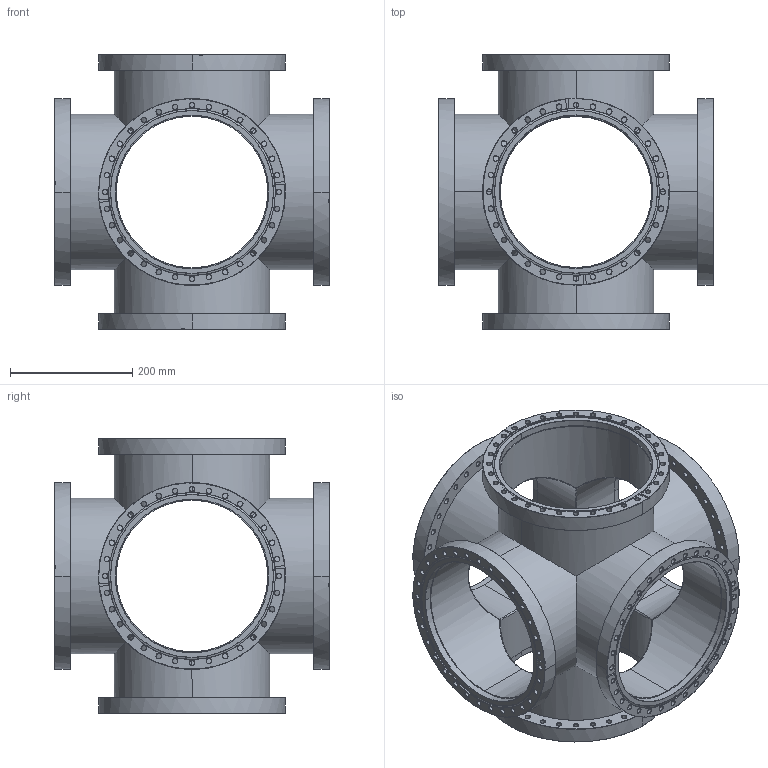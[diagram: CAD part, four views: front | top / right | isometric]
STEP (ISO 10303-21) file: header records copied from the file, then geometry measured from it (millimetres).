
FILE_DESCRIPTION (( 'STEP AP214' ), '1' );
FILE_NAME ('Hositrad_FX6-250-250-Cross.STEP', '2014-12-12T11:50:59', ( '' ), ( '' ), 'SwSTEP 2.0', 'SolidWorks 2014', '' );
FILE_SCHEMA (( 'AUTOMOTIVE_DESIGN' ));
Length unit declared in the file: millimetre
Products named in the file (3): NW250CF_W; Cross-6way; Hositrad_FX6-250-250-Cross
Assembly tree (7 placements, depth 2):
  Hositrad_FX6-250-250-Cross
    Cross-6way
    NW250CF_W  x6
Bounding box: 450 x 450 x 450 mm (x, y, z)
Volume: 4709293.3 mm3; surface area: 1625783 mm2
Topology: 7 solids, 7 shells, 1394 faces, 3272 edges, 1894 vertices
Faces by surface type: cone 846, cylinder 456, plane 72, bspline 12, sphere 8
Entity records: 8755 total; most frequent: CARTESIAN_POINT 2131, DIRECTION 1477, ORIENTED_EDGE 1304, EDGE_CURVE 652, AXIS2_PLACEMENT_3D 613, VERTEX_POINT 379, EDGE_LOOP 347, CIRCLE 341
